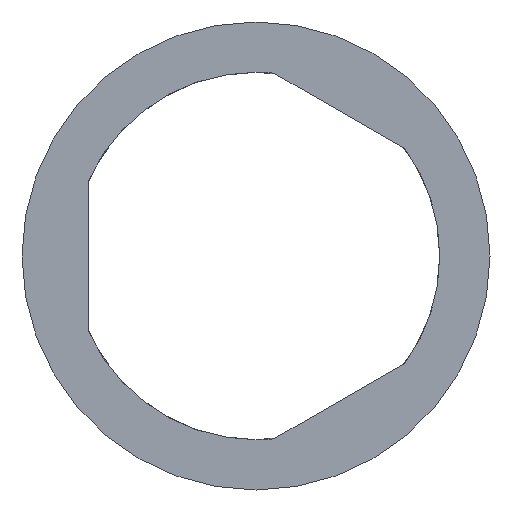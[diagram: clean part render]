
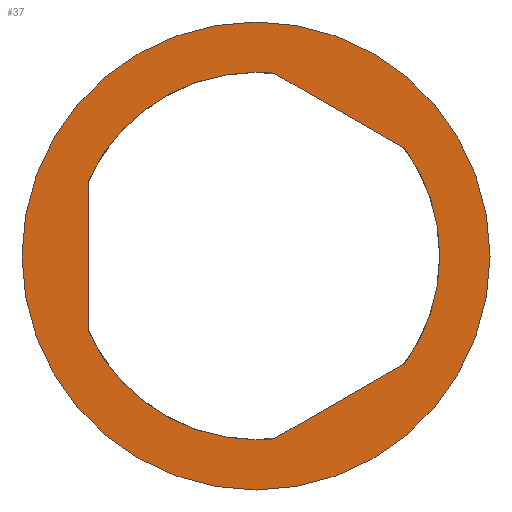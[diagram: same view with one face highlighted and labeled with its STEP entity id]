
A CAD part, front view. The second image highlights one B-rep face of the part: STEP entity #37.
In plain terms, the highlighted planar face has unit normal (0, -1, 0).
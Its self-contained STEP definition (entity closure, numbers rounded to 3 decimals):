
#9 = EDGE_CURVE ( 'NONE', #87, #137, #171, .T. ) ;
#11 = ORIENTED_EDGE ( 'NONE', *, *, #128, .F. ) ;
#22 = ORIENTED_EDGE ( 'NONE', *, *, #78, .F. ) ;
#29 = EDGE_CURVE ( 'NONE', #109, #76, #143, .T. ) ;
#36 = EDGE_CURVE ( 'NONE', #66, #117, #322, .T. ) ;
#37 = ADVANCED_FACE ( 'NONE', ( #323, #363 ), #360, .T. ) ;
#38 = EDGE_LOOP ( 'NONE', ( #39, #40 ) ) ;
#39 = ORIENTED_EDGE ( 'NONE', *, *, #116, .T. ) ;
#40 = ORIENTED_EDGE ( 'NONE', *, *, #36, .T. ) ;
#41 = EDGE_LOOP ( 'NONE', ( #42, #43, #45, #46, #47, #22, #72, #11 ) ) ;
#42 = ORIENTED_EDGE ( 'NONE', *, *, #100, .F. ) ;
#43 = ORIENTED_EDGE ( 'NONE', *, *, #44, .F. ) ;
#44 = EDGE_CURVE ( 'NONE', #89, #98, #320, .T. ) ;
#45 = ORIENTED_EDGE ( 'NONE', *, *, #88, .F. ) ;
#46 = ORIENTED_EDGE ( 'NONE', *, *, #29, .F. ) ;
#47 = ORIENTED_EDGE ( 'NONE', *, *, #56, .F. ) ;
#56 = EDGE_CURVE ( 'NONE', #79, #109, #294, .T. ) ;
#66 = VERTEX_POINT ( 'NONE', #354 ) ;
#72 = ORIENTED_EDGE ( 'NONE', *, *, #9, .F. ) ;
#76 = VERTEX_POINT ( 'NONE', #179 ) ;
#78 = EDGE_CURVE ( 'NONE', #137, #79, #200, .T. ) ;
#79 = VERTEX_POINT ( 'NONE', #195 ) ;
#87 = VERTEX_POINT ( 'NONE', #348 ) ;
#88 = EDGE_CURVE ( 'NONE', #76, #89, #347, .T. ) ;
#89 = VERTEX_POINT ( 'NONE', #342 ) ;
#98 = VERTEX_POINT ( 'NONE', #282 ) ;
#100 = EDGE_CURVE ( 'NONE', #98, #101, #281, .T. ) ;
#101 = VERTEX_POINT ( 'NONE', #276 ) ;
#109 = VERTEX_POINT ( 'NONE', #190 ) ;
#116 = EDGE_CURVE ( 'NONE', #117, #66, #336, .T. ) ;
#117 = VERTEX_POINT ( 'NONE', #331 ) ;
#128 = EDGE_CURVE ( 'NONE', #101, #87, #253, .T. ) ;
#137 = VERTEX_POINT ( 'NONE', #206 ) ;
#139 = DIRECTION ( 'NONE',  ( 0., 0., -1. ) ) ;
#140 = DIRECTION ( 'NONE',  ( 0., -1., 0. ) ) ;
#141 = CARTESIAN_POINT ( 'NONE',  ( 0., 0., 0. ) ) ;
#142 = AXIS2_PLACEMENT_3D ( 'NONE', #141, #140, #139 ) ;
#143 = CIRCLE ( 'NONE', #142, 8.4 ) ;
#168 = DIRECTION ( 'NONE',  ( 0.866, 0., 0.5 ) ) ;
#169 = VECTOR ( 'NONE', #168, 1000. ) ;
#170 = CARTESIAN_POINT ( 'NONE',  ( 6.83, 0., -4.89 ) ) ;
#171 = LINE ( 'NONE', #170, #169 ) ;
#178 = AXIS2_PLACEMENT_3D ( 'NONE', #362, #361, #321 ) ;
#179 = CARTESIAN_POINT ( 'NONE',  ( 0., 0., 8.4 ) ) ;
#190 = CARTESIAN_POINT ( 'NONE',  ( 0.82, 0., 8.36 ) ) ;
#195 = CARTESIAN_POINT ( 'NONE',  ( 6.83, 0., 4.89 ) ) ;
#196 = DIRECTION ( 'NONE',  ( 0., 0., -1. ) ) ;
#197 = DIRECTION ( 'NONE',  ( 0., -1., 0. ) ) ;
#198 = CARTESIAN_POINT ( 'NONE',  ( 0., 0., 0. ) ) ;
#199 = AXIS2_PLACEMENT_3D ( 'NONE', #198, #197, #196 ) ;
#200 = CIRCLE ( 'NONE', #199, 8.4 ) ;
#206 = CARTESIAN_POINT ( 'NONE',  ( 6.83, 0., -4.89 ) ) ;
#221 = DIRECTION ( 'NONE',  ( 0., 0., -1. ) ) ;
#222 = DIRECTION ( 'NONE',  ( 0., -1., 0. ) ) ;
#241 = DIRECTION ( 'NONE',  ( 0., 0., -1. ) ) ;
#242 = DIRECTION ( 'NONE',  ( 0., -1., 0. ) ) ;
#243 = CARTESIAN_POINT ( 'NONE',  ( 0., 0., 0. ) ) ;
#244 = AXIS2_PLACEMENT_3D ( 'NONE', #243, #242, #241 ) ;
#251 = CARTESIAN_POINT ( 'NONE',  ( 0., 0., 0. ) ) ;
#252 = AXIS2_PLACEMENT_3D ( 'NONE', #251, #222, #221 ) ;
#253 = CIRCLE ( 'NONE', #252, 8.4 ) ;
#273 = DIRECTION ( 'NONE',  ( 0., 0., -1. ) ) ;
#276 = CARTESIAN_POINT ( 'NONE',  ( 0., 0., -8.4 ) ) ;
#277 = DIRECTION ( 'NONE',  ( 0., 0., -1. ) ) ;
#278 = DIRECTION ( 'NONE',  ( 0., -1., 0. ) ) ;
#279 = CARTESIAN_POINT ( 'NONE',  ( 0., 0., 0. ) ) ;
#280 = AXIS2_PLACEMENT_3D ( 'NONE', #279, #278, #277 ) ;
#281 = CIRCLE ( 'NONE', #280, 8.4 ) ;
#282 = CARTESIAN_POINT ( 'NONE',  ( -7.65, 0., -3.47 ) ) ;
#291 = DIRECTION ( 'NONE',  ( -0.866, 0., 0.5 ) ) ;
#292 = VECTOR ( 'NONE', #291, 1000. ) ;
#293 = CARTESIAN_POINT ( 'NONE',  ( 0.82, 0., 8.36 ) ) ;
#294 = LINE ( 'NONE', #293, #292 ) ;
#318 = VECTOR ( 'NONE', #273, 1000. ) ;
#319 = CARTESIAN_POINT ( 'NONE',  ( -7.65, 0., -3.47 ) ) ;
#320 = LINE ( 'NONE', #319, #318 ) ;
#321 = DIRECTION ( 'NONE',  ( 0., 0., -1. ) ) ;
#322 = CIRCLE ( 'NONE', #244, 10.7 ) ;
#323 = FACE_OUTER_BOUND ( 'NONE', #38, .T. ) ;
#331 = CARTESIAN_POINT ( 'NONE',  ( 0., 0., -10.7 ) ) ;
#332 = DIRECTION ( 'NONE',  ( 0., 0., -1. ) ) ;
#333 = DIRECTION ( 'NONE',  ( 0., -1., 0. ) ) ;
#334 = CARTESIAN_POINT ( 'NONE',  ( 0., 0., 0. ) ) ;
#335 = AXIS2_PLACEMENT_3D ( 'NONE', #334, #333, #332 ) ;
#336 = CIRCLE ( 'NONE', #335, 10.7 ) ;
#342 = CARTESIAN_POINT ( 'NONE',  ( -7.65, 0., 3.47 ) ) ;
#343 = DIRECTION ( 'NONE',  ( 0., 0., -1. ) ) ;
#344 = DIRECTION ( 'NONE',  ( 0., -1., 0. ) ) ;
#345 = CARTESIAN_POINT ( 'NONE',  ( 0., 0., 0. ) ) ;
#346 = AXIS2_PLACEMENT_3D ( 'NONE', #345, #344, #343 ) ;
#347 = CIRCLE ( 'NONE', #346, 8.4 ) ;
#348 = CARTESIAN_POINT ( 'NONE',  ( 0.82, 0., -8.36 ) ) ;
#354 = CARTESIAN_POINT ( 'NONE',  ( 0., 0., 10.7 ) ) ;
#360 = PLANE ( 'NONE',  #178 ) ;
#361 = DIRECTION ( 'NONE',  ( 0., -1., 0. ) ) ;
#362 = CARTESIAN_POINT ( 'NONE',  ( 8.4, 0., 0. ) ) ;
#363 = FACE_BOUND ( 'NONE', #41, .T. ) ;
